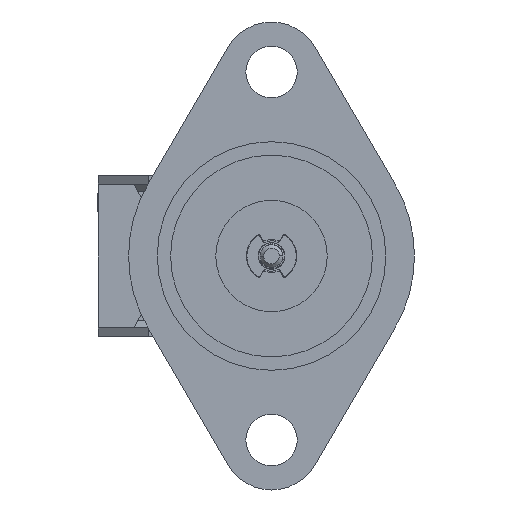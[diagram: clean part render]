
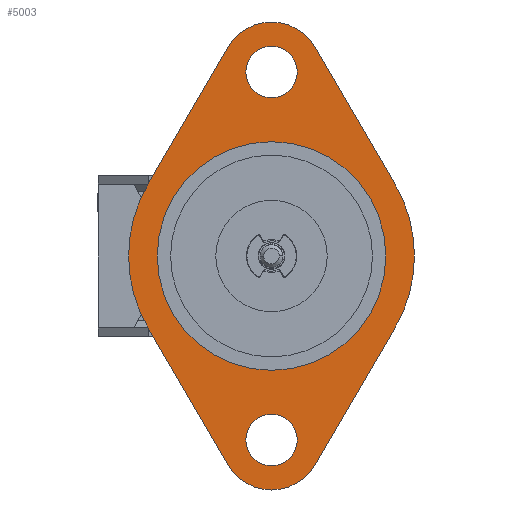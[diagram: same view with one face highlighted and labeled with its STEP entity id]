
A CAD part, left-side view. The second image highlights one B-rep face of the part: STEP entity #5003.
In plain terms, the highlighted face is planar.
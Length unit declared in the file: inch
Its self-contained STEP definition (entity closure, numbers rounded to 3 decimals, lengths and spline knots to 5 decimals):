
#4728=DIRECTION('',(-0.505,-0.863,0.));
#4729=VECTOR('',#4728,0.44455);
#4730=CARTESIAN_POINT('',(-0.12085,0.58568,0.));
#4731=LINE('',#4730,#4729);
#4732=CARTESIAN_POINT('',(0.,0.,0.));
#4733=DIRECTION('',(0.,0.,1.));
#4734=DIRECTION('',(-0.863,0.505,0.));
#4735=AXIS2_PLACEMENT_3D('',#4732,#4733,#4734);
#4737=CARTESIAN_POINT('',(0.,0.,0.));
#4738=DIRECTION('',(0.,0.,1.));
#4739=DIRECTION('',(-1.,0.,0.));
#4740=AXIS2_PLACEMENT_3D('',#4737,#4738,#4739);
#4742=DIRECTION('',(0.505,-0.863,0.));
#4743=VECTOR('',#4742,0.44455);
#4744=CARTESIAN_POINT('',(-0.34528,-0.20194,0.));
#4745=LINE('',#4744,#4743);
#4746=CARTESIAN_POINT('',(0.,-0.515,0.));
#4747=DIRECTION('',(0.,0.,1.));
#4748=DIRECTION('',(-0.863,-0.505,0.));
#4749=AXIS2_PLACEMENT_3D('',#4746,#4747,#4748);
#4751=DIRECTION('',(0.505,0.863,0.));
#4752=VECTOR('',#4751,0.44455);
#4753=CARTESIAN_POINT('',(0.12085,-0.58568,0.));
#4754=LINE('',#4753,#4752);
#4755=CARTESIAN_POINT('',(0.,0.,0.));
#4756=DIRECTION('',(0.,0.,1.));
#4757=DIRECTION('',(0.863,-0.505,0.));
#4758=AXIS2_PLACEMENT_3D('',#4755,#4756,#4757);
#4760=CARTESIAN_POINT('',(0.,0.,0.));
#4761=DIRECTION('',(0.,0.,1.));
#4762=DIRECTION('',(1.,0.,0.));
#4763=AXIS2_PLACEMENT_3D('',#4760,#4761,#4762);
#4765=DIRECTION('',(-0.505,0.863,0.));
#4766=VECTOR('',#4765,0.44455);
#4767=CARTESIAN_POINT('',(0.34528,0.20194,0.));
#4768=LINE('',#4767,#4766);
#4769=CARTESIAN_POINT('',(0.,0.515,0.));
#4770=DIRECTION('',(0.,0.,1.));
#4771=DIRECTION('',(0.863,0.505,0.));
#4772=AXIS2_PLACEMENT_3D('',#4769,#4770,#4771);
#4774=CARTESIAN_POINT('',(0.,0.515,0.));
#4775=DIRECTION('',(0.,0.,-1.));
#4776=DIRECTION('',(1.,0.,0.));
#4777=AXIS2_PLACEMENT_3D('',#4774,#4775,#4776);
#4779=CARTESIAN_POINT('',(0.,0.515,0.));
#4780=DIRECTION('',(0.,0.,-1.));
#4781=DIRECTION('',(-1.,0.,0.));
#4782=AXIS2_PLACEMENT_3D('',#4779,#4780,#4781);
#4784=CARTESIAN_POINT('',(0.,-0.515,0.));
#4785=DIRECTION('',(0.,0.,-1.));
#4786=DIRECTION('',(1.,0.,0.));
#4787=AXIS2_PLACEMENT_3D('',#4784,#4785,#4786);
#4789=CARTESIAN_POINT('',(0.,-0.515,0.));
#4790=DIRECTION('',(0.,0.,-1.));
#4791=DIRECTION('',(-1.,0.,0.));
#4792=AXIS2_PLACEMENT_3D('',#4789,#4790,#4791);
#4908=CARTESIAN_POINT('',(-0.12085,0.58568,0.));
#4909=CARTESIAN_POINT('',(-0.34528,0.20194,0.));
#4910=VERTEX_POINT('',#4908);
#4911=VERTEX_POINT('',#4909);
#4912=CARTESIAN_POINT('',(-0.4,0.,0.));
#4913=VERTEX_POINT('',#4912);
#4914=CARTESIAN_POINT('',(-0.34528,-0.20194,0.));
#4915=VERTEX_POINT('',#4914);
#4916=CARTESIAN_POINT('',(-0.12085,-0.58568,0.));
#4917=VERTEX_POINT('',#4916);
#4918=CARTESIAN_POINT('',(0.12085,-0.58568,0.));
#4919=VERTEX_POINT('',#4918);
#4920=CARTESIAN_POINT('',(0.34528,-0.20194,0.));
#4921=VERTEX_POINT('',#4920);
#4922=CARTESIAN_POINT('',(0.4,0.,0.));
#4923=VERTEX_POINT('',#4922);
#4924=CARTESIAN_POINT('',(0.34528,0.20194,0.));
#4925=VERTEX_POINT('',#4924);
#4926=CARTESIAN_POINT('',(0.12085,0.58568,0.));
#4927=VERTEX_POINT('',#4926);
#4928=CARTESIAN_POINT('',(0.072,0.515,0.));
#4929=CARTESIAN_POINT('',(-0.072,0.515,0.));
#4930=VERTEX_POINT('',#4928);
#4931=VERTEX_POINT('',#4929);
#4932=CARTESIAN_POINT('',(0.072,-0.515,0.));
#4933=CARTESIAN_POINT('',(-0.072,-0.515,0.));
#4934=VERTEX_POINT('',#4932);
#4935=VERTEX_POINT('',#4933);
#4964=CARTESIAN_POINT('',(0.,0.,0.));
#4965=DIRECTION('',(0.,0.,1.));
#4966=DIRECTION('',(1.,0.,0.));
#4967=AXIS2_PLACEMENT_3D('',#4964,#4965,#4966);
#4968=PLANE('',#4967);
#4970=ORIENTED_EDGE('',*,*,#4969,.T.);
#4972=ORIENTED_EDGE('',*,*,#4971,.T.);
#4974=ORIENTED_EDGE('',*,*,#4973,.T.);
#4976=ORIENTED_EDGE('',*,*,#4975,.T.);
#4978=ORIENTED_EDGE('',*,*,#4977,.T.);
#4980=ORIENTED_EDGE('',*,*,#4979,.T.);
#4982=ORIENTED_EDGE('',*,*,#4981,.T.);
#4984=ORIENTED_EDGE('',*,*,#4983,.T.);
#4986=ORIENTED_EDGE('',*,*,#4985,.T.);
#4988=ORIENTED_EDGE('',*,*,#4987,.T.);
#4989=EDGE_LOOP('',(#4970,#4972,#4974,#4976,#4978,#4980,#4982,#4984,#4986,
#4988));
#4990=FACE_OUTER_BOUND('',#4989,.F.);
#4992=ORIENTED_EDGE('',*,*,#4991,.T.);
#4994=ORIENTED_EDGE('',*,*,#4993,.T.);
#4995=EDGE_LOOP('',(#4992,#4994));
#4996=FACE_BOUND('',#4995,.F.);
#4998=ORIENTED_EDGE('',*,*,#4997,.T.);
#5000=ORIENTED_EDGE('',*,*,#4999,.T.);
#5001=EDGE_LOOP('',(#4998,#5000));
#5002=FACE_BOUND('',#5001,.F.);
#5003=ADVANCED_FACE('',(#4990,#4996,#5002),#4968,.F.);
#4736=CIRCLE('',#4735,0.4);
#4741=CIRCLE('',#4740,0.4);
#4750=CIRCLE('',#4749,0.14);
#4759=CIRCLE('',#4758,0.4);
#4764=CIRCLE('',#4763,0.4);
#4773=CIRCLE('',#4772,0.14);
#4778=CIRCLE('',#4777,0.072);
#4783=CIRCLE('',#4782,0.072);
#4788=CIRCLE('',#4787,0.072);
#4793=CIRCLE('',#4792,0.072);
#4969=EDGE_CURVE('',#4910,#4911,#4731,.T.);
#4971=EDGE_CURVE('',#4911,#4913,#4736,.T.);
#4973=EDGE_CURVE('',#4913,#4915,#4741,.T.);
#4975=EDGE_CURVE('',#4915,#4917,#4745,.T.);
#4977=EDGE_CURVE('',#4917,#4919,#4750,.T.);
#4979=EDGE_CURVE('',#4919,#4921,#4754,.T.);
#4981=EDGE_CURVE('',#4921,#4923,#4759,.T.);
#4983=EDGE_CURVE('',#4923,#4925,#4764,.T.);
#4985=EDGE_CURVE('',#4925,#4927,#4768,.T.);
#4987=EDGE_CURVE('',#4927,#4910,#4773,.T.);
#4991=EDGE_CURVE('',#4930,#4931,#4778,.T.);
#4993=EDGE_CURVE('',#4931,#4930,#4783,.T.);
#4997=EDGE_CURVE('',#4934,#4935,#4788,.T.);
#4999=EDGE_CURVE('',#4935,#4934,#4793,.T.);
